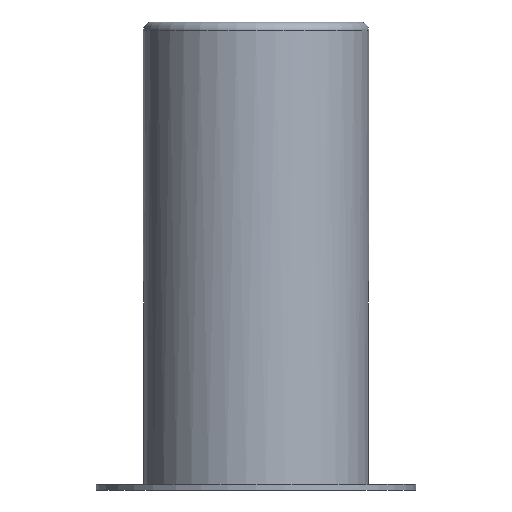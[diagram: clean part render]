
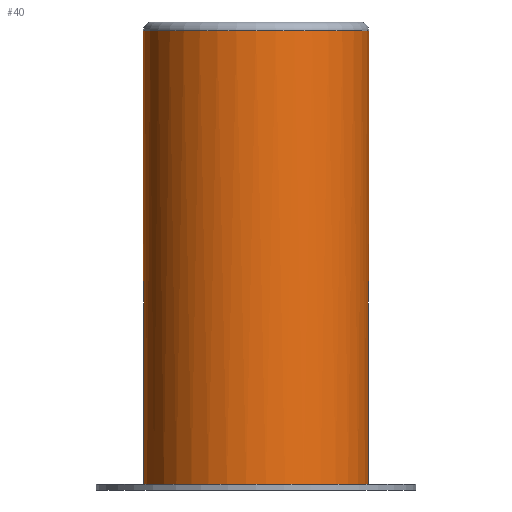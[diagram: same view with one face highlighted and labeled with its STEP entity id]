
A CAD part, left-side view. The second image highlights one B-rep face of the part: STEP entity #40.
In plain terms, the highlighted cylindrical face has radius 39.5 mm (diameter 79 mm), a full revolution.
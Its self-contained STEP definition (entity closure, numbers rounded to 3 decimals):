
#40 = ADVANCED_FACE( '', ( #89, #90 ), #91, .T. );
#89 = FACE_OUTER_BOUND( '', #150, .T. );
#90 = FACE_OUTER_BOUND( '', #151, .T. );
#91 = CYLINDRICAL_SURFACE( '', #152, 39.5 );
#150 = EDGE_LOOP( '', ( #205 ) );
#151 = EDGE_LOOP( '', ( #206, #207, #208, #209 ) );
#152 = AXIS2_PLACEMENT_3D( '', #210, #211, #212 );
#205 = ORIENTED_EDGE( '', *, *, #327, .T. );
#206 = ORIENTED_EDGE( '', *, *, #328, .T. );
#207 = ORIENTED_EDGE( '', *, *, #329, .T. );
#208 = ORIENTED_EDGE( '', *, *, #330, .T. );
#209 = ORIENTED_EDGE( '', *, *, #331, .T. );
#210 = CARTESIAN_POINT( '', ( 0., 0., 57.15 ) );
#211 = DIRECTION( '', ( 0., 0., -1. ) );
#212 = DIRECTION( '', ( 1., 0., 0. ) );
#327 = EDGE_CURVE( '', #372, #372, #373, .F. );
#328 = EDGE_CURVE( '', #374, #375, #376, .T. );
#329 = EDGE_CURVE( '', #375, #377, #378, .T. );
#330 = EDGE_CURVE( '', #377, #379, #380, .T. );
#331 = EDGE_CURVE( '', #379, #374, #381, .F. );
#372 = VERTEX_POINT( '', #438 );
#373 = CIRCLE( '', #439, 39.5 );
#374 = VERTEX_POINT( '', #440 );
#375 = VERTEX_POINT( '', #441 );
#376 = CIRCLE( '', #442, 39.5 );
#377 = VERTEX_POINT( '', #443 );
#378 = LINE( '', #444, #445 );
#379 = VERTEX_POINT( '', #446 );
#380 = B_SPLINE_CURVE_WITH_KNOTS( '', 3, ( #447, #448, #449, #450, #451, #452, #453, #454, #455, #456, #457, #458, #459, #460, #461, #462, #463, #464, #465, #466, #467, #468, #469, #470, #471, #472, #473, #474, #475, #476, #477, #478, #479, #480, #481, #482, #483, #484, #485, #486, #487, #488, #489, #490, #491, #492, #493, #494, #495, #496 ), .UNSPECIFIED., .F., .F., ( 4, 2, 2, 2, 2, 2, 2, 2, 2, 2, 2, 2, 2, 2, 2, 2, 2, 2, 2, 2, 2, 2, 2, 2, 4 ), ( 0., 0.002, 0.003, 0.004, 0.006, 0.007, 0.008, 0.01, 0.011, 0.012, 0.013, 0.014, 0.016, 0.019, 0.02, 0.021, 0.023, 0.024, 0.025, 0.027, 0.028, 0.029, 0.03, 0.031, 0.033 ), .UNSPECIFIED. );
#381 = LINE( '', #497, #498 );
#438 = CARTESIAN_POINT( '', ( 39.5, 0., 78. ) );
#439 = AXIS2_PLACEMENT_3D( '', #571, #572, #573 );
#440 = CARTESIAN_POINT( '', ( 38.079, 10.5, -81. ) );
#441 = CARTESIAN_POINT( '', ( 38.079, -10.5, -81. ) );
#442 = AXIS2_PLACEMENT_3D( '', #574, #575, #576 );
#443 = CARTESIAN_POINT( '', ( 38.079, -10.5, 58.5 ) );
#444 = CARTESIAN_POINT( '', ( 38.079, -10.5, 57.15 ) );
#445 = VECTOR( '', #577, 1000. );
#446 = CARTESIAN_POINT( '', ( 38.079, 10.5, 58.5 ) );
#447 = CARTESIAN_POINT( '', ( 38.079, -10.5, 58.5 ) );
#448 = CARTESIAN_POINT( '', ( 38.079, -10.5, 59.197 ) );
#449 = CARTESIAN_POINT( '', ( 38.098, -10.431, 59.881 ) );
#450 = CARTESIAN_POINT( '', ( 38.152, -10.23, 60.89 ) );
#451 = CARTESIAN_POINT( '', ( 38.175, -10.146, 61.224 ) );
#452 = CARTESIAN_POINT( '', ( 38.228, -9.946, 61.884 ) );
#453 = CARTESIAN_POINT( '', ( 38.258, -9.828, 62.212 ) );
#454 = CARTESIAN_POINT( '', ( 38.358, -9.432, 63.164 ) );
#455 = CARTESIAN_POINT( '', ( 38.437, -9.11, 63.766 ) );
#456 = CARTESIAN_POINT( '', ( 38.566, -8.539, 64.619 ) );
#457 = CARTESIAN_POINT( '', ( 38.612, -8.333, 64.897 ) );
#458 = CARTESIAN_POINT( '', ( 38.703, -7.897, 65.429 ) );
#459 = CARTESIAN_POINT( '', ( 38.749, -7.668, 65.682 ) );
#460 = CARTESIAN_POINT( '', ( 38.888, -6.945, 66.404 ) );
#461 = CARTESIAN_POINT( '', ( 38.979, -6.419, 66.838 ) );
#462 = CARTESIAN_POINT( '', ( 39.108, -5.56, 67.414 ) );
#463 = CARTESIAN_POINT( '', ( 39.149, -5.264, 67.591 ) );
#464 = CARTESIAN_POINT( '', ( 39.225, -4.661, 67.915 ) );
#465 = CARTESIAN_POINT( '', ( 39.261, -4.353, 68.061 ) );
#466 = CARTESIAN_POINT( '', ( 39.326, -3.722, 68.324 ) );
#467 = CARTESIAN_POINT( '', ( 39.355, -3.4, 68.44 ) );
#468 = CARTESIAN_POINT( '', ( 39.406, -2.742, 68.642 ) );
#469 = CARTESIAN_POINT( '', ( 39.428, -2.404, 68.727 ) );
#470 = CARTESIAN_POINT( '', ( 39.482, -1.384, 68.931 ) );
#471 = CARTESIAN_POINT( '', ( 39.5, -0.696, 69. ) );
#472 = CARTESIAN_POINT( '', ( 39.5, 0.697, 69. ) );
#473 = CARTESIAN_POINT( '', ( 39.482, 1.381, 68.931 ) );
#474 = CARTESIAN_POINT( '', ( 39.429, 2.39, 68.73 ) );
#475 = CARTESIAN_POINT( '', ( 39.407, 2.724, 68.646 ) );
#476 = CARTESIAN_POINT( '', ( 39.356, 3.385, 68.445 ) );
#477 = CARTESIAN_POINT( '', ( 39.326, 3.712, 68.328 ) );
#478 = CARTESIAN_POINT( '', ( 39.229, 4.665, 67.932 ) );
#479 = CARTESIAN_POINT( '', ( 39.152, 5.266, 67.61 ) );
#480 = CARTESIAN_POINT( '', ( 39.024, 6.12, 67.039 ) );
#481 = CARTESIAN_POINT( '', ( 38.979, 6.398, 66.833 ) );
#482 = CARTESIAN_POINT( '', ( 38.888, 6.929, 66.396 ) );
#483 = CARTESIAN_POINT( '', ( 38.842, 7.182, 66.167 ) );
#484 = CARTESIAN_POINT( '', ( 38.704, 7.905, 65.444 ) );
#485 = CARTESIAN_POINT( '', ( 38.612, 8.338, 64.918 ) );
#486 = CARTESIAN_POINT( '', ( 38.482, 8.914, 64.059 ) );
#487 = CARTESIAN_POINT( '', ( 38.44, 9.092, 63.764 ) );
#488 = CARTESIAN_POINT( '', ( 38.362, 9.415, 63.161 ) );
#489 = CARTESIAN_POINT( '', ( 38.326, 9.562, 62.852 ) );
#490 = CARTESIAN_POINT( '', ( 38.259, 9.824, 62.222 ) );
#491 = CARTESIAN_POINT( '', ( 38.229, 9.94, 61.9 ) );
#492 = CARTESIAN_POINT( '', ( 38.176, 10.142, 61.242 ) );
#493 = CARTESIAN_POINT( '', ( 38.153, 10.227, 60.904 ) );
#494 = CARTESIAN_POINT( '', ( 38.098, 10.431, 59.885 ) );
#495 = CARTESIAN_POINT( '', ( 38.079, 10.5, 59.197 ) );
#496 = CARTESIAN_POINT( '', ( 38.079, 10.5, 58.5 ) );
#497 = CARTESIAN_POINT( '', ( 38.079, 10.5, 57.15 ) );
#498 = VECTOR( '', #578, 1000. );
#571 = CARTESIAN_POINT( '', ( 0., 0., 78. ) );
#572 = DIRECTION( '', ( 0., 0., 1. ) );
#573 = DIRECTION( '', ( 1., 0., 0. ) );
#574 = CARTESIAN_POINT( '', ( 0., 0., -81. ) );
#575 = DIRECTION( '', ( 0., 0., 1. ) );
#576 = DIRECTION( '', ( 1., 0., 0. ) );
#577 = DIRECTION( '', ( 0., 0., 1. ) );
#578 = DIRECTION( '', ( 0., 0., 1. ) );
